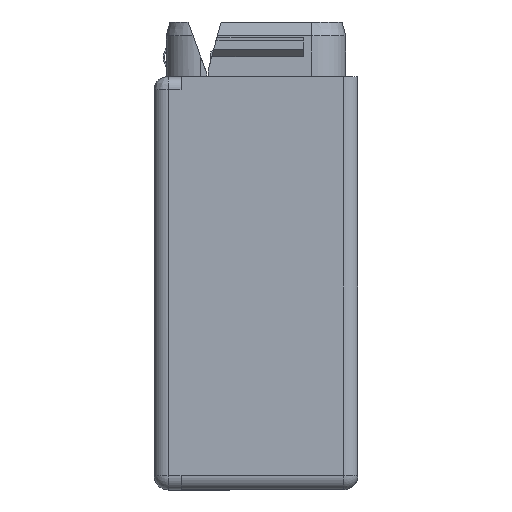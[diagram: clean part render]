
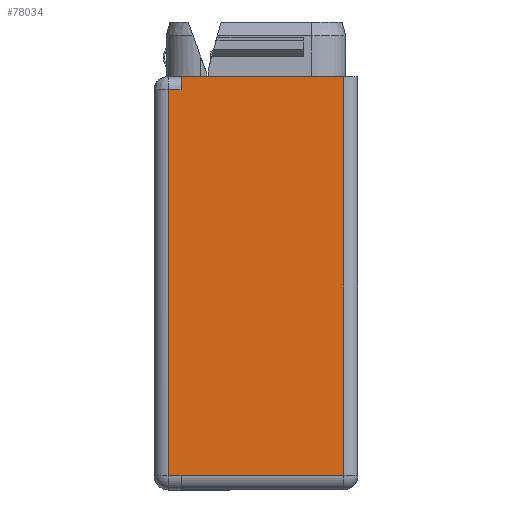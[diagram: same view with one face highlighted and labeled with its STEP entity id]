
A CAD part, left-side view. The second image highlights one B-rep face of the part: STEP entity #78034.
In plain terms, the highlighted planar face has unit normal (-1, 0, 0).
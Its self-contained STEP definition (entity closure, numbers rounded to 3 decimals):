
#9=DIRECTION('',(0.,1.,0.));
#10=VECTOR('',#9,11.93);
#11=CARTESIAN_POINT('',(-37.5,-6.43,0.));
#12=LINE('',#11,#10);
#1052=DIRECTION('',(0.,0.,-1.));
#1053=VECTOR('',#1052,0.02);
#1054=CARTESIAN_POINT('',(-37.5,5.5,-29.25));
#1055=LINE('',#1054,#1053);
#25050=DIRECTION('',(0.,0.,-1.));
#25051=VECTOR('',#25050,0.96);
#25052=CARTESIAN_POINT('',(-37.5,5.5,0.));
#25053=LINE('',#25052,#25051);
#25059=DIRECTION('',(0.,1.,0.));
#25060=VECTOR('',#25059,0.93);
#25061=CARTESIAN_POINT('',(-37.5,5.5,-0.96));
#25062=LINE('',#25061,#25060);
#25068=DIRECTION('',(0.,1.,0.));
#25069=VECTOR('',#25068,11.93);
#25070=CARTESIAN_POINT('',(-37.5,-6.43,-29.25));
#25071=LINE('',#25070,#25069);
#25081=DIRECTION('',(0.,0.,1.));
#25082=VECTOR('',#25081,29.25);
#25083=CARTESIAN_POINT('',(-37.5,-6.43,-29.25));
#25084=LINE('',#25083,#25082);
#26998=DIRECTION('',(0.,1.,0.));
#26999=VECTOR('',#26998,0.93);
#27000=CARTESIAN_POINT('',(-37.5,5.5,-29.27));
#27001=LINE('',#27000,#26999);
#27490=DIRECTION('',(0.,0.,1.));
#27491=VECTOR('',#27490,28.31);
#27492=CARTESIAN_POINT('',(-37.5,6.43,-29.27));
#27493=LINE('',#27492,#27491);
#38265=CARTESIAN_POINT('',(-37.5,5.5,0.));
#38266=VERTEX_POINT('',#38265);
#38337=CARTESIAN_POINT('',(-37.5,-6.43,-29.25));
#38338=CARTESIAN_POINT('',(-37.5,-6.43,0.));
#38339=VERTEX_POINT('',#38337);
#38340=VERTEX_POINT('',#38338);
#40117=CARTESIAN_POINT('',(-37.5,5.5,-29.27));
#40118=CARTESIAN_POINT('',(-37.5,6.43,-29.27));
#40119=VERTEX_POINT('',#40117);
#40120=VERTEX_POINT('',#40118);
#40172=CARTESIAN_POINT('',(-37.5,6.43,-0.96));
#40174=VERTEX_POINT('',#40172);
#40899=CARTESIAN_POINT('',(-37.5,5.5,-0.96));
#40900=VERTEX_POINT('',#40899);
#40993=CARTESIAN_POINT('',(-37.5,5.5,-29.25));
#40994=VERTEX_POINT('',#40993);
#78014=CARTESIAN_POINT('',(-37.5,-7.48,0.));
#78015=DIRECTION('',(-1.,0.,0.));
#78016=DIRECTION('',(0.,1.,0.));
#78017=AXIS2_PLACEMENT_3D('',#78014,#78015,#78016);
#78018=PLANE('',#78017);
#78020=ORIENTED_EDGE('',*,*,#78019,.T.);
#78021=ORIENTED_EDGE('',*,*,#47722,.T.);
#78023=ORIENTED_EDGE('',*,*,#78022,.T.);
#78025=ORIENTED_EDGE('',*,*,#78024,.T.);
#78027=ORIENTED_EDGE('',*,*,#78026,.F.);
#78028=ORIENTED_EDGE('',*,*,#78007,.F.);
#78029=ORIENTED_EDGE('',*,*,#46670,.F.);
#78031=ORIENTED_EDGE('',*,*,#78030,.F.);
#78032=EDGE_LOOP('',(#78020,#78021,#78023,#78025,#78027,#78028,#78029,#78031));
#78033=FACE_OUTER_BOUND('',#78032,.F.);
#78034=ADVANCED_FACE('',(#78033),#78018,.T.);
#46670=EDGE_CURVE('',#38340,#38266,#12,.T.);
#47722=EDGE_CURVE('',#40994,#40119,#1055,.T.);
#78007=EDGE_CURVE('',#38266,#40900,#25053,.T.);
#78019=EDGE_CURVE('',#38339,#40994,#25071,.T.);
#78022=EDGE_CURVE('',#40119,#40120,#27001,.T.);
#78024=EDGE_CURVE('',#40120,#40174,#27493,.T.);
#78026=EDGE_CURVE('',#40900,#40174,#25062,.T.);
#78030=EDGE_CURVE('',#38339,#38340,#25084,.T.);
